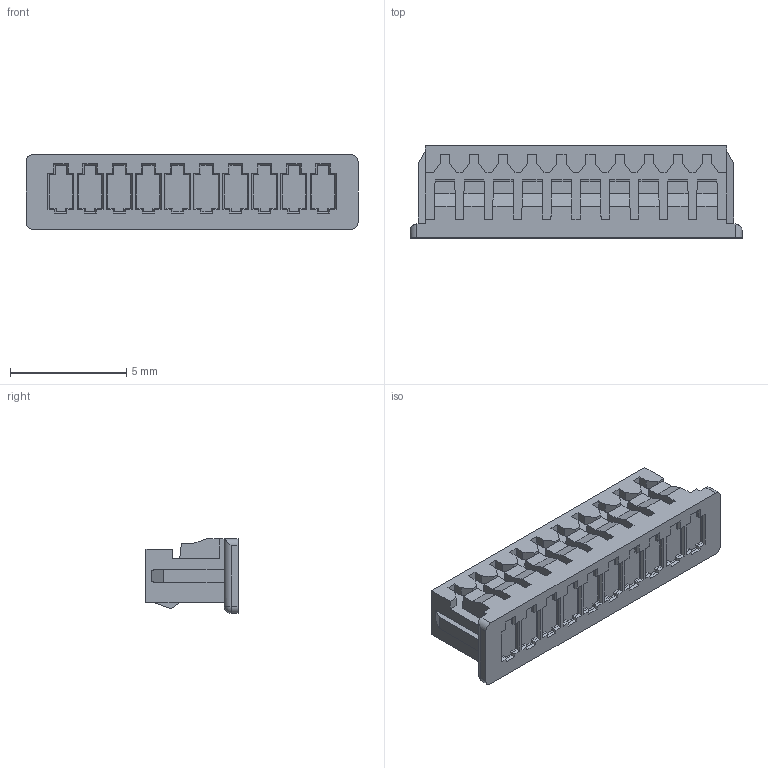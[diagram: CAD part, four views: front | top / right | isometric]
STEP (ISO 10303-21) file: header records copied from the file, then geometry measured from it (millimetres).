
FILE_DESCRIPTION(/* description */ (''),/* implementation_level */ '2;1');
FILE_NAME(/* name */ '510211000wbm000_01_214.stp',/* time_stamp */ '2021-11-10T14:19:54+06:00',/* author */ (''),/* organization */ (''),/* preprocessor_version */ 'ST-DEVELOPER v16.7',/* originating_system */ 'SIEMENS PLM Software NX 1919',/* authorisation */ '');
FILE_SCHEMA (('AUTOMOTIVE_DESIGN { 1 0 10303 214 3 1 1 1 }'));
Length unit declared in the file: millimetre
Products named in the file (1): 510211000wbm000_01
Bounding box: 14.25 x 3.95 x 3.2 mm (x, y, z)
Volume: 123.3 mm3; surface area: 263 mm2
Topology: 1 solids, 1 shells, 451 faces, 1185 edges, 746 vertices
Faces by surface type: plane 442, cylinder 7, sphere 2
Entity records: 13449 total; most frequent: CARTESIAN_POINT 2381, ORIENTED_EDGE 2366, DIRECTION 2099, EDGE_CURVE 1183, LINE 1171, VECTOR 1171, VERTEX_POINT 746, AXIS2_PLACEMENT_3D 464
